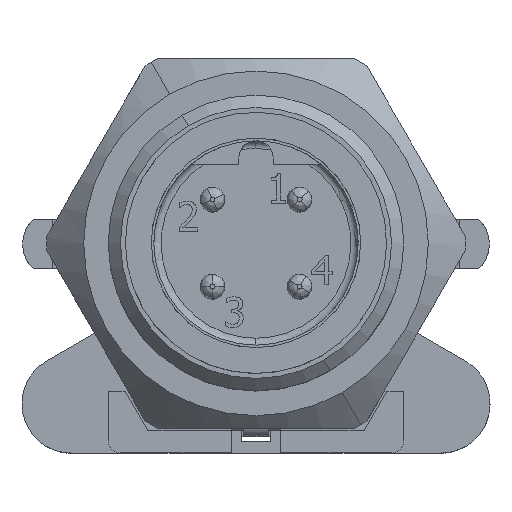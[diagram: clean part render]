
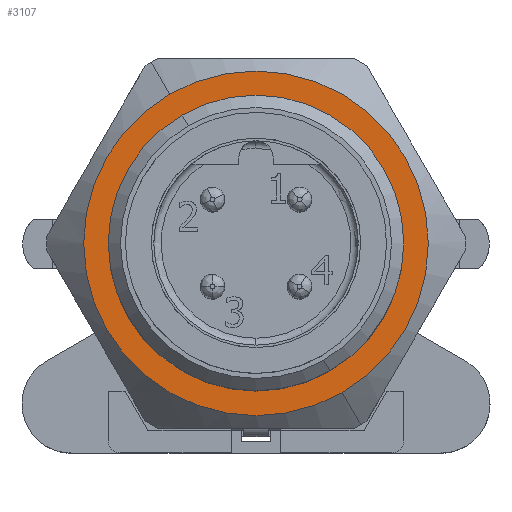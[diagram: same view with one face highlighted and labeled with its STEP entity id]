
A CAD part, top view. The second image highlights one B-rep face of the part: STEP entity #3107.
In plain terms, the highlighted planar face has unit normal (0, 0, 1).
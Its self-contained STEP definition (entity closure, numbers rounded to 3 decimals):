
#2986=AXIS2_PLACEMENT_3D('Circle Axis2P3D',#2984,#2985,$) ;
#3016=AXIS2_PLACEMENT_3D('Circle Axis2P3D',#3014,#3015,$) ;
#3083=AXIS2_PLACEMENT_3D('Plane Axis2P3D',#3080,#3081,#3082) ;
#3091=AXIS2_PLACEMENT_3D('Circle Axis2P3D',#3089,#3090,$) ;
#3100=AXIS2_PLACEMENT_3D('Circle Axis2P3D',#3098,#3099,$) ;
#2981=CARTESIAN_POINT('Vertex',(12.998,2.442,19.5)) ;
#2984=CARTESIAN_POINT('Axis2P3D Location',(9.5,8.5,19.5)) ;
#2988=CARTESIAN_POINT('Vertex',(6.002,14.558,19.5)) ;
#3014=CARTESIAN_POINT('Axis2P3D Location',(9.5,8.5,19.5)) ;
#3080=CARTESIAN_POINT('Axis2P3D Location',(5.837,14.844,19.5)) ;
#3089=CARTESIAN_POINT('Axis2P3D Location',(9.5,8.5,19.5)) ;
#3093=CARTESIAN_POINT('Vertex',(12.5,3.304,19.5)) ;
#3095=CARTESIAN_POINT('Vertex',(6.5,13.696,19.5)) ;
#3098=CARTESIAN_POINT('Axis2P3D Location',(9.5,8.5,19.5)) ;
#2985=DIRECTION('Axis2P3D Direction',(0.,0.,-1.)) ;
#3015=DIRECTION('Axis2P3D Direction',(0.,0.,-1.)) ;
#3081=DIRECTION('Axis2P3D Direction',(0.,0.,1.)) ;
#3082=DIRECTION('Axis2P3D XDirection',(0.866,0.5,0.)) ;
#3090=DIRECTION('Axis2P3D Direction',(0.,0.,1.)) ;
#3099=DIRECTION('Axis2P3D Direction',(0.,0.,1.)) ;
#3086=ORIENTED_EDGE('',*,*,#3018,.T.) ;
#3087=ORIENTED_EDGE('',*,*,#2990,.T.) ;
#3104=ORIENTED_EDGE('',*,*,#3097,.F.) ;
#3105=ORIENTED_EDGE('',*,*,#3102,.F.) ;
#3106=FACE_BOUND('',#3103,.T.) ;
#3107=ADVANCED_FACE('Hauptkoerper',(#3088,#3106),#3084,.T.) ;
#2987=CIRCLE('generated circle',#2986,6.995) ;
#3017=CIRCLE('generated circle',#3016,6.995) ;
#3092=CIRCLE('generated circle',#3091,6.) ;
#3101=CIRCLE('generated circle',#3100,6.) ;
#2990=EDGE_CURVE('',#2989,#2982,#2987,.F.) ;
#3018=EDGE_CURVE('',#2982,#2989,#3017,.F.) ;
#3097=EDGE_CURVE('',#3094,#3096,#3092,.T.) ;
#3102=EDGE_CURVE('',#3096,#3094,#3101,.T.) ;
#3085=EDGE_LOOP('',(#3086,#3087)) ;
#3103=EDGE_LOOP('',(#3104,#3105)) ;
#3088=FACE_OUTER_BOUND('',#3085,.T.) ;
#3084=PLANE('',#3083) ;
#2982=VERTEX_POINT('',#2981) ;
#2989=VERTEX_POINT('',#2988) ;
#3094=VERTEX_POINT('',#3093) ;
#3096=VERTEX_POINT('',#3095) ;
